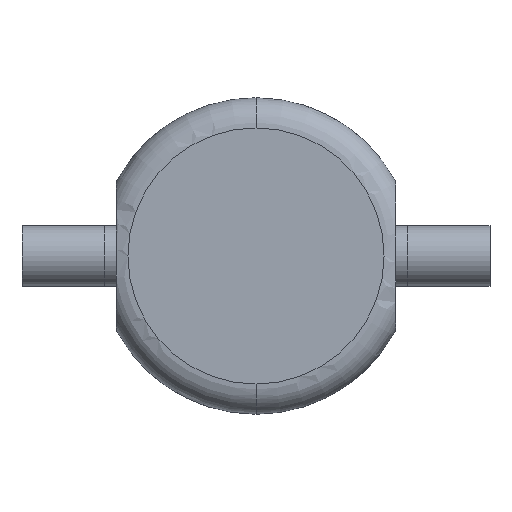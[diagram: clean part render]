
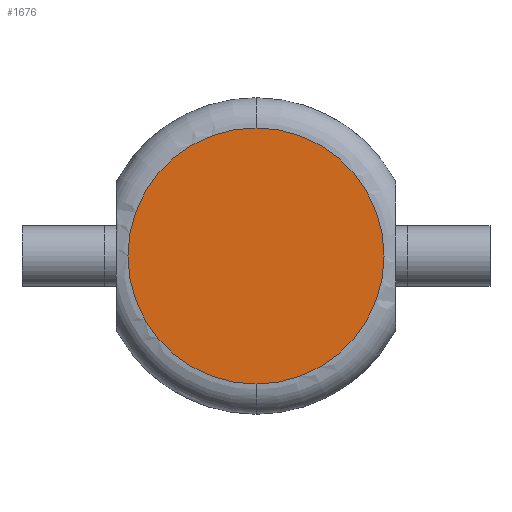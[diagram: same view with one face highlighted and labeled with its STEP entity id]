
A CAD part, front view. The second image highlights one B-rep face of the part: STEP entity #1676.
In plain terms, the highlighted planar face has unit normal (0, -1, 0).
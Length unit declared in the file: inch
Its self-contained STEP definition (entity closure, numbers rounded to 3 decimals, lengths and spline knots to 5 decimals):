
#64 = ORIENTED_EDGE ( 'NONE', *, *, #1236, .T. ) ;
#79 = EDGE_LOOP ( 'NONE', ( #1307, #64 ) ) ;
#174 = CARTESIAN_POINT ( 'NONE',  ( 0., -0.8375, 0. ) ) ;
#187 = FACE_OUTER_BOUND ( 'NONE', #79, .T. ) ;
#311 = CIRCLE ( 'NONE', #3028, 1.06 ) ;
#408 = CIRCLE ( 'NONE', #2007, 1.06 ) ;
#499 = VERTEX_POINT ( 'NONE', #2301 ) ;
#606 = DIRECTION ( 'NONE',  ( 0., -1., 0. ) ) ;
#828 = EDGE_CURVE ( 'NONE', #2608, #499, #408, .T. ) ;
#832 = CARTESIAN_POINT ( 'NONE',  ( 0., -0.8375, 0. ) ) ;
#840 = DIRECTION ( 'NONE',  ( 0., -1., 0. ) ) ;
#852 = DIRECTION ( 'NONE',  ( 0., 0., -1. ) ) ;
#861 = DIRECTION ( 'NONE',  ( 0., 0., -1. ) ) ;
#1236 = EDGE_CURVE ( 'NONE', #499, #2608, #311, .T. ) ;
#1240 = CARTESIAN_POINT ( 'NONE',  ( 0., -0.8375, -1.06 ) ) ;
#1307 = ORIENTED_EDGE ( 'NONE', *, *, #828, .T. ) ;
#1676 = ADVANCED_FACE ( 'NONE', ( #187 ), #2976, .T. ) ;
#1806 = DIRECTION ( 'NONE',  ( 0., 0., -1. ) ) ;
#2007 = AXIS2_PLACEMENT_3D ( 'NONE', #2965, #2270, #852 ) ;
#2102 = AXIS2_PLACEMENT_3D ( 'NONE', #174, #606, #861 ) ;
#2270 = DIRECTION ( 'NONE',  ( 0., -1., 0. ) ) ;
#2301 = CARTESIAN_POINT ( 'NONE',  ( 0., -0.8375, 1.06 ) ) ;
#2608 = VERTEX_POINT ( 'NONE', #1240 ) ;
#2965 = CARTESIAN_POINT ( 'NONE',  ( 0., -0.8375, 0. ) ) ;
#2976 = PLANE ( 'NONE',  #2102 ) ;
#3028 = AXIS2_PLACEMENT_3D ( 'NONE', #832, #840, #1806 ) ;
